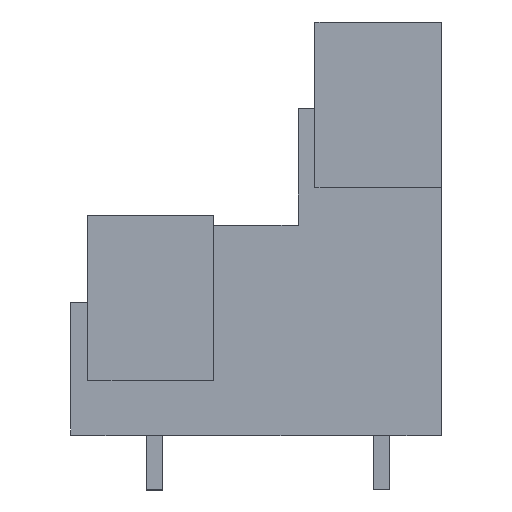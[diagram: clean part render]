
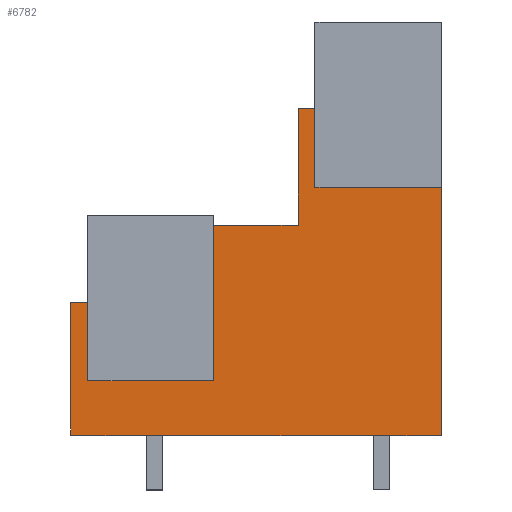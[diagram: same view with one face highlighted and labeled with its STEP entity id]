
A CAD part, left-side view. The second image highlights one B-rep face of the part: STEP entity #6782.
In plain terms, the highlighted planar face has unit normal (-1, 0, 0).
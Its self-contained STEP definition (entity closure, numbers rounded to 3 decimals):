
#6667=AXIS2_PLACEMENT_3D('Plane Axis2P3D',#6664,#6665,#6666) ;
#5538=CARTESIAN_POINT('Vertex',(0.7,7.5,22.6)) ;
#5541=CARTESIAN_POINT('Line Origine',(0.7,7.5,20.275)) ;
#5545=CARTESIAN_POINT('Vertex',(0.7,7.5,17.95)) ;
#5826=CARTESIAN_POINT('Vertex',(0.7,0.,17.95)) ;
#5829=CARTESIAN_POINT('Line Origine',(0.7,0.,10.575)) ;
#5833=CARTESIAN_POINT('Vertex',(0.7,0.,3.2)) ;
#6649=CARTESIAN_POINT('Vertex',(0.7,8.5,22.6)) ;
#6652=CARTESIAN_POINT('Line Origine',(0.7,8.,22.6)) ;
#6664=CARTESIAN_POINT('Axis2P3D Location',(0.7,0.,3.6)) ;
#6669=CARTESIAN_POINT('Line Origine',(0.7,17.,3.2)) ;
#6673=CARTESIAN_POINT('Vertex',(0.7,15.,3.2)) ;
#6675=CARTESIAN_POINT('Vertex',(0.7,19.,3.2)) ;
#6678=CARTESIAN_POINT('Line Origine',(0.7,10.5,3.2)) ;
#6682=CARTESIAN_POINT('Vertex',(0.7,6.,3.2)) ;
#6685=CARTESIAN_POINT('Line Origine',(0.7,4.5,3.2)) ;
#6689=CARTESIAN_POINT('Vertex',(0.7,3.,3.2)) ;
#6692=CARTESIAN_POINT('Line Origine',(0.7,1.5,3.2)) ;
#6697=CARTESIAN_POINT('Line Origine',(0.7,3.75,17.95)) ;
#6702=CARTESIAN_POINT('Line Origine',(0.7,8.5,19.15)) ;
#6706=CARTESIAN_POINT('Vertex',(0.7,8.5,15.7)) ;
#6709=CARTESIAN_POINT('Line Origine',(0.7,11.013,15.7)) ;
#6713=CARTESIAN_POINT('Vertex',(0.7,13.525,15.7)) ;
#6716=CARTESIAN_POINT('Line Origine',(0.7,13.525,11.075)) ;
#6720=CARTESIAN_POINT('Vertex',(0.7,13.525,6.45)) ;
#6723=CARTESIAN_POINT('Line Origine',(0.7,17.25,6.45)) ;
#6727=CARTESIAN_POINT('Vertex',(0.7,20.975,6.45)) ;
#6730=CARTESIAN_POINT('Line Origine',(0.7,20.975,8.775)) ;
#6734=CARTESIAN_POINT('Vertex',(0.7,20.975,11.1)) ;
#6737=CARTESIAN_POINT('Line Origine',(0.7,21.487,11.1)) ;
#6741=CARTESIAN_POINT('Vertex',(0.7,22.,11.1)) ;
#6744=CARTESIAN_POINT('Line Origine',(0.7,22.,7.35)) ;
#6748=CARTESIAN_POINT('Vertex',(0.7,22.,3.6)) ;
#6751=CARTESIAN_POINT('Line Origine',(0.7,22.,3.4)) ;
#6755=CARTESIAN_POINT('Vertex',(0.7,22.,3.2)) ;
#6758=CARTESIAN_POINT('Line Origine',(0.7,20.5,3.2)) ;
#5542=DIRECTION('Vector Direction',(0.,0.,-1.)) ;
#5830=DIRECTION('Vector Direction',(0.,0.,1.)) ;
#6653=DIRECTION('Vector Direction',(0.,1.,0.)) ;
#6665=DIRECTION('Axis2P3D Direction',(-1.,0.,0.)) ;
#6666=DIRECTION('Axis2P3D XDirection',(0.,0.,-1.)) ;
#6670=DIRECTION('Vector Direction',(0.,-1.,0.)) ;
#6679=DIRECTION('Vector Direction',(0.,-1.,0.)) ;
#6686=DIRECTION('Vector Direction',(0.,-1.,0.)) ;
#6693=DIRECTION('Vector Direction',(0.,-1.,0.)) ;
#6698=DIRECTION('Vector Direction',(0.,-1.,0.)) ;
#6703=DIRECTION('Vector Direction',(0.,0.,-1.)) ;
#6710=DIRECTION('Vector Direction',(0.,1.,0.)) ;
#6717=DIRECTION('Vector Direction',(0.,0.,-1.)) ;
#6724=DIRECTION('Vector Direction',(0.,-1.,0.)) ;
#6731=DIRECTION('Vector Direction',(0.,0.,-1.)) ;
#6738=DIRECTION('Vector Direction',(0.,1.,0.)) ;
#6745=DIRECTION('Vector Direction',(0.,0.,1.)) ;
#6752=DIRECTION('Vector Direction',(0.,0.,-1.)) ;
#6759=DIRECTION('Vector Direction',(0.,-1.,0.)) ;
#5543=VECTOR('Line Direction',#5542,1.) ;
#5831=VECTOR('Line Direction',#5830,1.) ;
#6654=VECTOR('Line Direction',#6653,1.) ;
#6671=VECTOR('Line Direction',#6670,1.) ;
#6680=VECTOR('Line Direction',#6679,1.) ;
#6687=VECTOR('Line Direction',#6686,1.) ;
#6694=VECTOR('Line Direction',#6693,1.) ;
#6699=VECTOR('Line Direction',#6698,1.) ;
#6704=VECTOR('Line Direction',#6703,1.) ;
#6711=VECTOR('Line Direction',#6710,1.) ;
#6718=VECTOR('Line Direction',#6717,1.) ;
#6725=VECTOR('Line Direction',#6724,1.) ;
#6732=VECTOR('Line Direction',#6731,1.) ;
#6739=VECTOR('Line Direction',#6738,1.) ;
#6746=VECTOR('Line Direction',#6745,1.) ;
#6753=VECTOR('Line Direction',#6752,1.) ;
#6760=VECTOR('Line Direction',#6759,1.) ;
#6764=ORIENTED_EDGE('',*,*,#6677,.F.) ;
#6765=ORIENTED_EDGE('',*,*,#6684,.T.) ;
#6766=ORIENTED_EDGE('',*,*,#6691,.F.) ;
#6767=ORIENTED_EDGE('',*,*,#6696,.T.) ;
#6768=ORIENTED_EDGE('',*,*,#5835,.T.) ;
#6769=ORIENTED_EDGE('',*,*,#6701,.F.) ;
#6770=ORIENTED_EDGE('',*,*,#5547,.F.) ;
#6771=ORIENTED_EDGE('',*,*,#6656,.T.) ;
#6772=ORIENTED_EDGE('',*,*,#6708,.T.) ;
#6773=ORIENTED_EDGE('',*,*,#6715,.T.) ;
#6774=ORIENTED_EDGE('',*,*,#6722,.T.) ;
#6775=ORIENTED_EDGE('',*,*,#6729,.F.) ;
#6776=ORIENTED_EDGE('',*,*,#6736,.F.) ;
#6777=ORIENTED_EDGE('',*,*,#6743,.T.) ;
#6778=ORIENTED_EDGE('',*,*,#6750,.F.) ;
#6779=ORIENTED_EDGE('',*,*,#6757,.F.) ;
#6780=ORIENTED_EDGE('',*,*,#6762,.T.) ;
#6782=ADVANCED_FACE('Housing',(#6781),#6668,.T.) ;
#5547=EDGE_CURVE('',#5539,#5546,#5544,.T.) ;
#5835=EDGE_CURVE('',#5834,#5827,#5832,.T.) ;
#6656=EDGE_CURVE('',#5539,#6650,#6655,.T.) ;
#6677=EDGE_CURVE('',#6674,#6676,#6672,.F.) ;
#6684=EDGE_CURVE('',#6674,#6683,#6681,.T.) ;
#6691=EDGE_CURVE('',#6690,#6683,#6688,.F.) ;
#6696=EDGE_CURVE('',#6690,#5834,#6695,.T.) ;
#6701=EDGE_CURVE('',#5546,#5827,#6700,.T.) ;
#6708=EDGE_CURVE('',#6650,#6707,#6705,.T.) ;
#6715=EDGE_CURVE('',#6707,#6714,#6712,.T.) ;
#6722=EDGE_CURVE('',#6714,#6721,#6719,.T.) ;
#6729=EDGE_CURVE('',#6728,#6721,#6726,.T.) ;
#6736=EDGE_CURVE('',#6735,#6728,#6733,.T.) ;
#6743=EDGE_CURVE('',#6735,#6742,#6740,.T.) ;
#6750=EDGE_CURVE('',#6749,#6742,#6747,.T.) ;
#6757=EDGE_CURVE('',#6756,#6749,#6754,.F.) ;
#6762=EDGE_CURVE('',#6756,#6676,#6761,.T.) ;
#6763=EDGE_LOOP('',(#6764,#6765,#6766,#6767,#6768,#6769,#6770,#6771,#6772,#6773,#6774,#6775,#6776,#6777,#6778,#6779,#6780)) ;
#6781=FACE_OUTER_BOUND('',#6763,.T.) ;
#5544=LINE('Line',#5541,#5543) ;
#5832=LINE('Line',#5829,#5831) ;
#6655=LINE('Line',#6652,#6654) ;
#6672=LINE('Line',#6669,#6671) ;
#6681=LINE('Line',#6678,#6680) ;
#6688=LINE('Line',#6685,#6687) ;
#6695=LINE('Line',#6692,#6694) ;
#6700=LINE('Line',#6697,#6699) ;
#6705=LINE('Line',#6702,#6704) ;
#6712=LINE('Line',#6709,#6711) ;
#6719=LINE('Line',#6716,#6718) ;
#6726=LINE('Line',#6723,#6725) ;
#6733=LINE('Line',#6730,#6732) ;
#6740=LINE('Line',#6737,#6739) ;
#6747=LINE('Line',#6744,#6746) ;
#6754=LINE('Line',#6751,#6753) ;
#6761=LINE('Line',#6758,#6760) ;
#6668=PLANE('',#6667) ;
#5539=VERTEX_POINT('',#5538) ;
#5546=VERTEX_POINT('',#5545) ;
#5827=VERTEX_POINT('',#5826) ;
#5834=VERTEX_POINT('',#5833) ;
#6650=VERTEX_POINT('',#6649) ;
#6674=VERTEX_POINT('',#6673) ;
#6676=VERTEX_POINT('',#6675) ;
#6683=VERTEX_POINT('',#6682) ;
#6690=VERTEX_POINT('',#6689) ;
#6707=VERTEX_POINT('',#6706) ;
#6714=VERTEX_POINT('',#6713) ;
#6721=VERTEX_POINT('',#6720) ;
#6728=VERTEX_POINT('',#6727) ;
#6735=VERTEX_POINT('',#6734) ;
#6742=VERTEX_POINT('',#6741) ;
#6749=VERTEX_POINT('',#6748) ;
#6756=VERTEX_POINT('',#6755) ;
